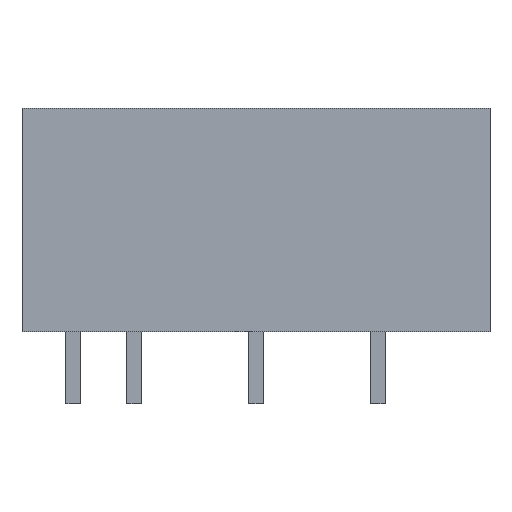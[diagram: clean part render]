
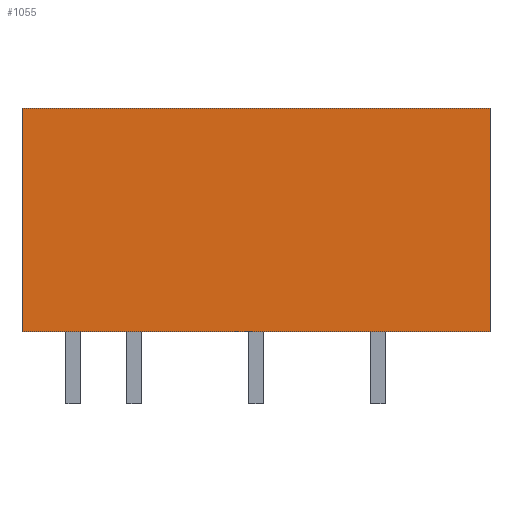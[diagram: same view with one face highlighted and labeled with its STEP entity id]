
A CAD part, top view. The second image highlights one B-rep face of the part: STEP entity #1055.
In plain terms, the highlighted planar face has unit normal (0, 0, 1).
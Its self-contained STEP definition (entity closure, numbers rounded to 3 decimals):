
#33 = DIRECTION ( 'NONE',  ( -1., 0., 0. ) ) ;
#48 = ORIENTED_EDGE ( 'NONE', *, *, #704, .T. ) ;
#112 = DIRECTION ( 'NONE',  ( 0., 0., -1. ) ) ;
#196 = LINE ( 'NONE', #344, #1049 ) ;
#208 = VERTEX_POINT ( 'NONE', #802 ) ;
#219 = PLANE ( 'NONE',  #673 ) ;
#224 = DIRECTION ( 'NONE',  ( 0., -1., 0. ) ) ;
#229 = VERTEX_POINT ( 'NONE', #998 ) ;
#246 = DIRECTION ( 'NONE',  ( 1., 0., 0. ) ) ;
#256 = ORIENTED_EDGE ( 'NONE', *, *, #873, .F. ) ;
#258 = VECTOR ( 'NONE', #246, 1000. ) ;
#304 = LINE ( 'NONE', #665, #476 ) ;
#337 = VECTOR ( 'NONE', #224, 1000. ) ;
#344 = CARTESIAN_POINT ( 'NONE',  ( -9.75, 0., 3. ) ) ;
#476 = VECTOR ( 'NONE', #1023, 1000. ) ;
#546 = VERTEX_POINT ( 'NONE', #746 ) ;
#562 = CARTESIAN_POINT ( 'NONE',  ( -9.75, 9.3, 3. ) ) ;
#599 = EDGE_CURVE ( 'NONE', #229, #685, #196, .T. ) ;
#614 = CARTESIAN_POINT ( 'NONE',  ( 9.75, 0., 3. ) ) ;
#665 = CARTESIAN_POINT ( 'NONE',  ( -9.75, 9.3, 3. ) ) ;
#667 = LINE ( 'NONE', #1004, #337 ) ;
#673 = AXIS2_PLACEMENT_3D ( 'NONE', #562, #112, #33 ) ;
#674 = LINE ( 'NONE', #841, #258 ) ;
#685 = VERTEX_POINT ( 'NONE', #614 ) ;
#697 = ORIENTED_EDGE ( 'NONE', *, *, #599, .T. ) ;
#704 = EDGE_CURVE ( 'NONE', #208, #229, #304, .T. ) ;
#746 = CARTESIAN_POINT ( 'NONE',  ( 9.75, 9.3, 3. ) ) ;
#802 = CARTESIAN_POINT ( 'NONE',  ( -9.75, 9.3, 3. ) ) ;
#841 = CARTESIAN_POINT ( 'NONE',  ( -9.75, 9.3, 3. ) ) ;
#873 = EDGE_CURVE ( 'NONE', #546, #685, #667, .T. ) ;
#964 = EDGE_LOOP ( 'NONE', ( #697, #256, #1006, #48 ) ) ;
#980 = EDGE_CURVE ( 'NONE', #208, #546, #674, .T. ) ;
#998 = CARTESIAN_POINT ( 'NONE',  ( -9.75, 0., 3. ) ) ;
#1004 = CARTESIAN_POINT ( 'NONE',  ( 9.75, 9.3, 3. ) ) ;
#1006 = ORIENTED_EDGE ( 'NONE', *, *, #980, .F. ) ;
#1023 = DIRECTION ( 'NONE',  ( 0., -1., 0. ) ) ;
#1041 = FACE_OUTER_BOUND ( 'NONE', #964, .T. ) ;
#1049 = VECTOR ( 'NONE', #1062, 1000. ) ;
#1055 = ADVANCED_FACE ( 'NONE', ( #1041 ), #219, .F. ) ;
#1062 = DIRECTION ( 'NONE',  ( 1., 0., 0. ) ) ;
